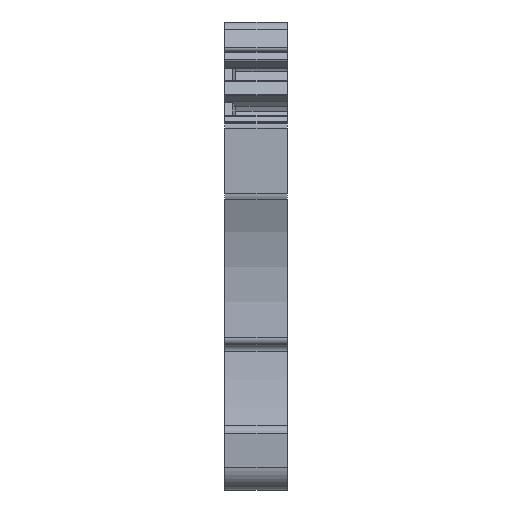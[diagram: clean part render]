
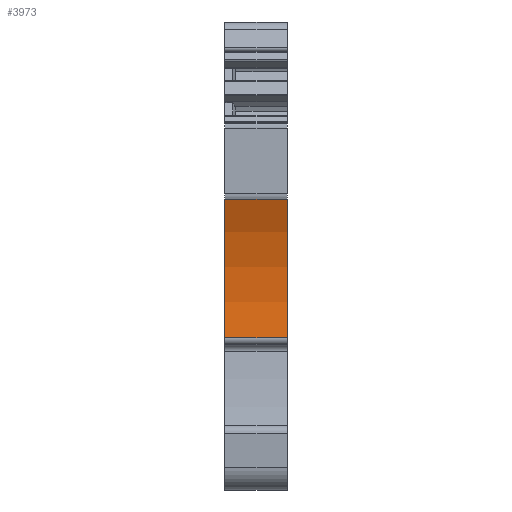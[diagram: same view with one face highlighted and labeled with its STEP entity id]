
A CAD part, front view. The second image highlights one B-rep face of the part: STEP entity #3973.
In plain terms, the highlighted cylindrical face has radius 20 mm (diameter 40 mm), a partial arc.
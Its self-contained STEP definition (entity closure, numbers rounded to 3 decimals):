
#470=AXIS2_PLACEMENT_3D('Circle Axis2P3D',#468,#469,$) ;
#2712=AXIS2_PLACEMENT_3D('Circle Axis2P3D',#2710,#2711,$) ;
#3960=AXIS2_PLACEMENT_3D('Cylinder Axis2P3D',#3957,#3958,#3959) ;
#465=CARTESIAN_POINT('Vertex',(0.,1.66,12.48)) ;
#468=CARTESIAN_POINT('Axis2P3D Location',(0.,-18.104,15.544)) ;
#472=CARTESIAN_POINT('Vertex',(0.,0.092,23.844)) ;
#2707=CARTESIAN_POINT('Vertex',(5.1,0.092,23.844)) ;
#2710=CARTESIAN_POINT('Axis2P3D Location',(5.1,-18.104,15.544)) ;
#2714=CARTESIAN_POINT('Vertex',(5.1,1.66,12.48)) ;
#3945=CARTESIAN_POINT('Line Origine',(2.55,1.66,12.48)) ;
#3957=CARTESIAN_POINT('Axis2P3D Location',(2.55,-18.104,15.544)) ;
#3962=CARTESIAN_POINT('Line Origine',(2.55,0.092,23.844)) ;
#469=DIRECTION('Axis2P3D Direction',(1.,0.,0.)) ;
#2711=DIRECTION('Axis2P3D Direction',(1.,0.,0.)) ;
#3946=DIRECTION('Vector Direction',(1.,0.,0.)) ;
#3958=DIRECTION('Axis2P3D Direction',(1.,0.,0.)) ;
#3959=DIRECTION('Axis2P3D XDirection',(0.,0.988,-0.153)) ;
#3963=DIRECTION('Vector Direction',(1.,0.,0.)) ;
#3947=VECTOR('Line Direction',#3946,1.) ;
#3964=VECTOR('Line Direction',#3963,1.) ;
#3968=ORIENTED_EDGE('',*,*,#3966,.F.) ;
#3969=ORIENTED_EDGE('',*,*,#474,.T.) ;
#3970=ORIENTED_EDGE('',*,*,#3949,.T.) ;
#3971=ORIENTED_EDGE('',*,*,#2716,.F.) ;
#3973=ADVANCED_FACE('32778 KLTR ZTR 2.5/4AN .1\\Koerper.2',(#3972),#3961,.F.) ;
#471=CIRCLE('generated circle',#470,20.) ;
#2713=CIRCLE('generated circle',#2712,20.) ;
#3961=CYLINDRICAL_SURFACE('generated cylinder',#3960,20.) ;
#474=EDGE_CURVE('',#473,#466,#471,.F.) ;
#2716=EDGE_CURVE('',#2708,#2715,#2713,.F.) ;
#3949=EDGE_CURVE('',#466,#2715,#3948,.T.) ;
#3966=EDGE_CURVE('',#473,#2708,#3965,.T.) ;
#3967=EDGE_LOOP('',(#3968,#3969,#3970,#3971)) ;
#3972=FACE_OUTER_BOUND('',#3967,.T.) ;
#3948=LINE('Line',#3945,#3947) ;
#3965=LINE('Line',#3962,#3964) ;
#466=VERTEX_POINT('',#465) ;
#473=VERTEX_POINT('',#472) ;
#2708=VERTEX_POINT('',#2707) ;
#2715=VERTEX_POINT('',#2714) ;
